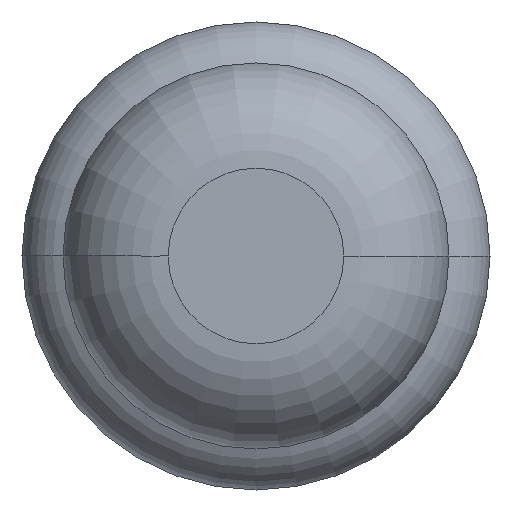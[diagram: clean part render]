
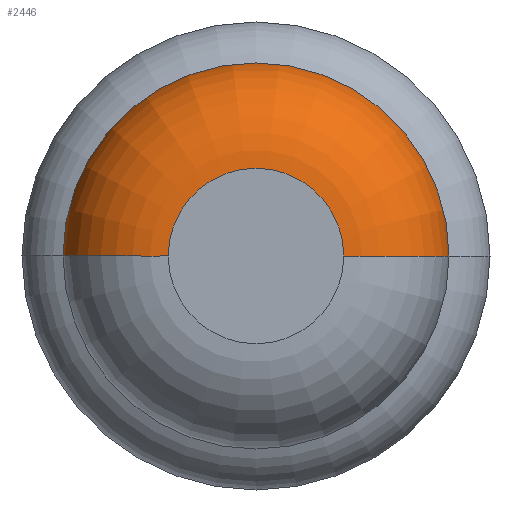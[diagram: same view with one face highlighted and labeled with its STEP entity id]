
A CAD part, front view. The second image highlights one B-rep face of the part: STEP entity #2446.
In plain terms, the highlighted toroidal (fillet/blend) face has major radius 0.375 mm and minor radius 0.45 mm.
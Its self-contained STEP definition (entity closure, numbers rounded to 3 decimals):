
#65 = DIRECTION ( 'NONE',  ( 1., 0., 0. ) ) ;
#159 = AXIS2_PLACEMENT_3D ( 'NONE', #883, #3382, #3011 ) ;
#368 = DIRECTION ( 'NONE',  ( 0., 0., -1. ) ) ;
#434 = CARTESIAN_POINT ( 'NONE',  ( 0., -31.55, 0. ) ) ;
#671 = CARTESIAN_POINT ( 'NONE',  ( 0.375, -31.55, 0. ) ) ;
#706 = EDGE_CURVE ( 'NONE', #2862, #1956, #2735, .T. ) ;
#807 = AXIS2_PLACEMENT_3D ( 'NONE', #2184, #2575, #65 ) ;
#831 = AXIS2_PLACEMENT_3D ( 'NONE', #1946, #890, #2636 ) ;
#883 = CARTESIAN_POINT ( 'NONE',  ( -0.375, -31.55, 0. ) ) ;
#890 = DIRECTION ( 'NONE',  ( 0., -1., 0. ) ) ;
#1194 = EDGE_CURVE ( 'Defeature ausgef�hrt1_7+Defeature ausgef�hrt1_8+Defeature ausgef�hrt1_8+Defeature ausgef�hrt1_8', #1956, #2061, #3347, .T. ) ;
#1469 = DIRECTION ( 'NONE',  ( 0., -1., 0. ) ) ;
#1540 = VERTEX_POINT ( 'NONE', #2482 ) ;
#1642 = ORIENTED_EDGE ( 'NONE', *, *, #3040, .T. ) ;
#1805 = CARTESIAN_POINT ( 'NONE',  ( 0.825, -31.55, 0. ) ) ;
#1946 = CARTESIAN_POINT ( 'NONE',  ( 0., -32., 0. ) ) ;
#1956 = VERTEX_POINT ( 'NONE', #2172 ) ;
#2061 = VERTEX_POINT ( 'NONE', #4128 ) ;
#2172 = CARTESIAN_POINT ( 'NONE',  ( 0.375, -32., 0. ) ) ;
#2184 = CARTESIAN_POINT ( 'NONE',  ( 0., -31.55, 0. ) ) ;
#2278 = ORIENTED_EDGE ( 'NONE', *, *, #1194, .F. ) ;
#2328 = ORIENTED_EDGE ( 'NONE', *, *, #2813, .T. ) ;
#2446 = ADVANCED_FACE ( 'Defeature ausgef�hrt1_8', ( #4569 ), #2673, .T. ) ;
#2482 = CARTESIAN_POINT ( 'NONE',  ( -0.825, -31.55, 0. ) ) ;
#2575 = DIRECTION ( 'NONE',  ( 0., -1., 0. ) ) ;
#2636 = DIRECTION ( 'NONE',  ( 1., 0., 0. ) ) ;
#2673 = TOROIDAL_SURFACE ( 'NONE', #4045, 0.375, 0.45 ) ;
#2735 = CIRCLE ( 'NONE', #3622, 0.45 ) ;
#2813 = EDGE_CURVE ( 'Defeature ausgef�hrt1_8+Defeature ausgef�hrt1_9+Defeature ausgef�hrt1_9+Defeature ausgef�hrt1_9', #2862, #1540, #4281, .T. ) ;
#2862 = VERTEX_POINT ( 'NONE', #1805 ) ;
#2899 = DIRECTION ( 'NONE',  ( 1., 0., 0. ) ) ;
#2937 = ORIENTED_EDGE ( 'NONE', *, *, #706, .F. ) ;
#3011 = DIRECTION ( 'NONE',  ( 1., 0., 0. ) ) ;
#3040 = EDGE_CURVE ( 'NONE', #1540, #2061, #3633, .T. ) ;
#3186 = DIRECTION ( 'NONE',  ( -1., 0., 0. ) ) ;
#3347 = CIRCLE ( 'NONE', #831, 0.375 ) ;
#3382 = DIRECTION ( 'NONE',  ( 0., 0., 1. ) ) ;
#3622 = AXIS2_PLACEMENT_3D ( 'NONE', #671, #368, #3186 ) ;
#3633 = CIRCLE ( 'NONE', #159, 0.45 ) ;
#4045 = AXIS2_PLACEMENT_3D ( 'NONE', #434, #1469, #2899 ) ;
#4128 = CARTESIAN_POINT ( 'NONE',  ( -0.375, -32., 0. ) ) ;
#4281 = CIRCLE ( 'NONE', #807, 0.825 ) ;
#4410 = EDGE_LOOP ( 'NONE', ( #2328, #1642, #2278, #2937 ) ) ;
#4569 = FACE_OUTER_BOUND ( 'NONE', #4410, .T. ) ;
